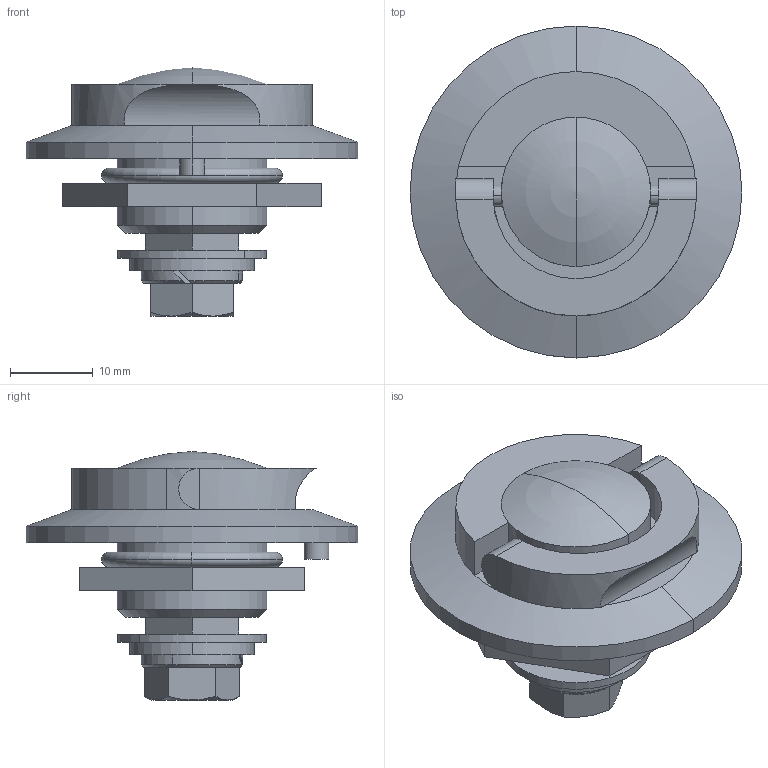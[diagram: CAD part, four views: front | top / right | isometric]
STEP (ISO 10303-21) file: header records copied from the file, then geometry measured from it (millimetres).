
FILE_DESCRIPTION (( 'STEP AP203' ), '1' );
FILE_NAME ('A-131-1.STEP', '2009-01-13T10:54:20', ( ' ' ), ( ' ' ), 'SwSTEP 2.0', 'SolidWorks 2007', '' );
FILE_SCHEMA (( 'CONFIG_CONTROL_DESIGN' ));
Length unit declared in the file: millimetre
Products named in the file (9): A-131-1SW-M6__蹬怮椔; A-131-1 M6儃儖僩__棉太倌; A-131-1; A-131-1-儃僨傿_棉太倌; A-131-1-僶僱斅_棉太倌; A-131-1-僴儞僪儖_棉太倌; A-131-1-特殊ナット_ﾃﾞﾌｫﾙﾄ; A-131-1-墴偝偊斅_棉太倌; A-131-1-墴偝偊斅2_棉太倌
Assembly tree (8 placements, depth 2):
  A-131-1
    A-131-1SW-M6__蹬怮椔
    A-131-1-僶僱斅_棉太倌
    A-131-1-墴偝偊斅2_棉太倌
    A-131-1-儃僨傿_棉太倌
    A-131-1-特殊ナット_ﾃﾞﾌｫﾙﾄ
    A-131-1 M6儃儖僩__棉太倌
    A-131-1-僴儞僪儖_棉太倌
    A-131-1-墴偝偊斅_棉太倌
Bounding box: 40 x 40 x 30 mm (x, y, z)
Volume: 12091 mm3; surface area: 8209.3 mm2
Topology: 8 solids, 8 shells, 108 faces, 238 edges, 149 vertices
Faces by surface type: plane 52, cylinder 39, cone 9, torus 8
Entity records: 4117 total; most frequent: CARTESIAN_POINT 728, DIRECTION 556, ORIENTED_EDGE 472, EDGE_CURVE 236, AXIS2_PLACEMENT_3D 221, VERTEX_POINT 149, EDGE_LOOP 121, VECTOR 114
